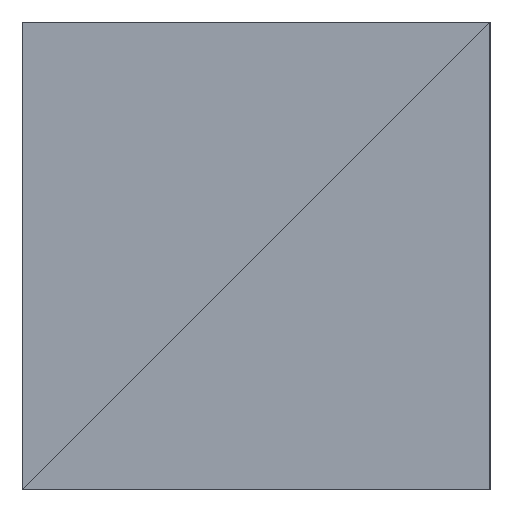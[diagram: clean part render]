
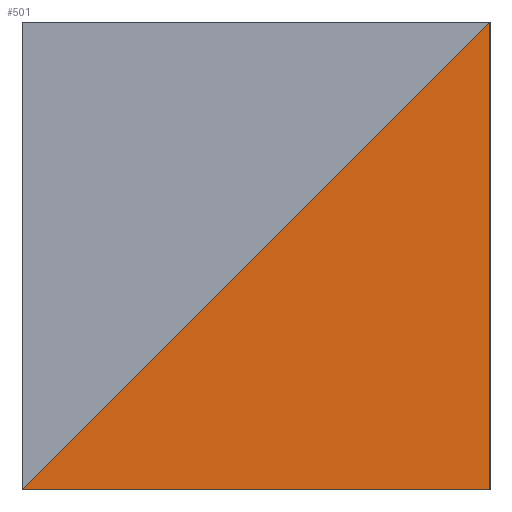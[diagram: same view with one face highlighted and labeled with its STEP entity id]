
A CAD part, left-side view. The second image highlights one B-rep face of the part: STEP entity #501.
In plain terms, the highlighted planar face has unit normal (-1, 0, 0).
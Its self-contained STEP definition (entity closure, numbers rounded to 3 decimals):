
#22 = VERTEX_POINT('',#23);
#23 = CARTESIAN_POINT('',(-500.,-500.,500.));
#152 = PLANE('',#153);
#153 = AXIS2_PLACEMENT_3D('',#154,#155,#156);
#154 = CARTESIAN_POINT('',(-500.,146.447,146.447));
#155 = DIRECTION('',(-1.,0.,0.));
#156 = DIRECTION('',(0.,-1.,0.));
#167 = VERTEX_POINT('',#168);
#168 = CARTESIAN_POINT('',(-500.,500.,-500.));
#276 = VERTEX_POINT('',#277);
#277 = CARTESIAN_POINT('',(-500.,-500.,-500.));
#284 = PLANE('',#285);
#285 = AXIS2_PLACEMENT_3D('',#286,#287,#288);
#286 = CARTESIAN_POINT('',(-146.447,-146.447,-500.));
#287 = DIRECTION('',(0.,0.,-1.));
#288 = DIRECTION('',(-1.,0.,0.));
#296 = PLANE('',#297);
#297 = AXIS2_PLACEMENT_3D('',#298,#299,#300);
#298 = CARTESIAN_POINT('',(-146.447,-500.,-146.447));
#299 = DIRECTION('',(0.,-1.,0.));
#300 = DIRECTION('',(0.,0.,-1.));
#307 = EDGE_CURVE('',#276,#167,#308,.T.);
#308 = SURFACE_CURVE('',#309,(#313,#320),.PCURVE_S1.);
#309 = LINE('',#310,#311);
#310 = CARTESIAN_POINT('',(-500.,-500.,-500.));
#311 = VECTOR('',#312,1.);
#312 = DIRECTION('',(0.,1.,0.));
#313 = PCURVE('',#284,#314);
#314 = DEFINITIONAL_REPRESENTATION('',(#315),#319);
#315 = LINE('',#316,#317);
#316 = CARTESIAN_POINT('',(353.553,-353.553));
#317 = VECTOR('',#318,1.);
#318 = DIRECTION('',(0.,1.));
#319 = ( GEOMETRIC_REPRESENTATION_CONTEXT(2) 
PARAMETRIC_REPRESENTATION_CONTEXT() REPRESENTATION_CONTEXT('2D SPACE',''
  ) );
#320 = PCURVE('',#321,#326);
#321 = PLANE('',#322);
#322 = AXIS2_PLACEMENT_3D('',#323,#324,#325);
#323 = CARTESIAN_POINT('',(-500.,-146.447,-146.447));
#324 = DIRECTION('',(-1.,-0.,-0.));
#325 = DIRECTION('',(0.,0.,-1.));
#326 = DEFINITIONAL_REPRESENTATION('',(#327),#330);
#327 = B_SPLINE_CURVE_WITH_KNOTS('',1,(#328,#329),.UNSPECIFIED.,.F.,.F.,
  (2,2),(0.,1000.),.PIECEWISE_BEZIER_KNOTS.);
#328 = CARTESIAN_POINT('',(353.553,353.553));
#329 = CARTESIAN_POINT('',(353.553,-646.447));
#330 = ( GEOMETRIC_REPRESENTATION_CONTEXT(2) 
PARAMETRIC_REPRESENTATION_CONTEXT() REPRESENTATION_CONTEXT('2D SPACE',''
  ) );
#380 = EDGE_CURVE('',#22,#276,#381,.T.);
#381 = SURFACE_CURVE('',#382,(#386,#393),.PCURVE_S1.);
#382 = LINE('',#383,#384);
#383 = CARTESIAN_POINT('',(-500.,-500.,500.));
#384 = VECTOR('',#385,1.);
#385 = DIRECTION('',(0.,0.,-1.));
#386 = PCURVE('',#296,#387);
#387 = DEFINITIONAL_REPRESENTATION('',(#388),#392);
#388 = LINE('',#389,#390);
#389 = CARTESIAN_POINT('',(-646.447,-353.553));
#390 = VECTOR('',#391,1.);
#391 = DIRECTION('',(1.,0.));
#392 = ( GEOMETRIC_REPRESENTATION_CONTEXT(2) 
PARAMETRIC_REPRESENTATION_CONTEXT() REPRESENTATION_CONTEXT('2D SPACE',''
  ) );
#393 = PCURVE('',#321,#394);
#394 = DEFINITIONAL_REPRESENTATION('',(#395),#398);
#395 = B_SPLINE_CURVE_WITH_KNOTS('',1,(#396,#397),.UNSPECIFIED.,.F.,.F.,
  (2,2),(0.,1000.),.PIECEWISE_BEZIER_KNOTS.);
#396 = CARTESIAN_POINT('',(-646.447,353.553));
#397 = CARTESIAN_POINT('',(353.553,353.553));
#398 = ( GEOMETRIC_REPRESENTATION_CONTEXT(2) 
PARAMETRIC_REPRESENTATION_CONTEXT() REPRESENTATION_CONTEXT('2D SPACE',''
  ) );
#482 = EDGE_CURVE('',#167,#22,#483,.T.);
#483 = SURFACE_CURVE('',#484,(#488,#495),.PCURVE_S1.);
#484 = LINE('',#485,#486);
#485 = CARTESIAN_POINT('',(-500.,500.,-500.));
#486 = VECTOR('',#487,1.);
#487 = DIRECTION('',(0.,-0.707,0.707));
#488 = PCURVE('',#152,#489);
#489 = DEFINITIONAL_REPRESENTATION('',(#490),#494);
#490 = LINE('',#491,#492);
#491 = CARTESIAN_POINT('',(-353.553,-646.447));
#492 = VECTOR('',#493,1.);
#493 = DIRECTION('',(0.707,0.707));
#494 = ( GEOMETRIC_REPRESENTATION_CONTEXT(2) 
PARAMETRIC_REPRESENTATION_CONTEXT() REPRESENTATION_CONTEXT('2D SPACE',''
  ) );
#495 = PCURVE('',#321,#496);
#496 = DEFINITIONAL_REPRESENTATION('',(#497),#500);
#497 = B_SPLINE_CURVE_WITH_KNOTS('',1,(#498,#499),.UNSPECIFIED.,.F.,.F.,
  (2,2),(0.,1414.214),.PIECEWISE_BEZIER_KNOTS.);
#498 = CARTESIAN_POINT('',(353.553,-646.447));
#499 = CARTESIAN_POINT('',(-646.447,353.553));
#500 = ( GEOMETRIC_REPRESENTATION_CONTEXT(2) 
PARAMETRIC_REPRESENTATION_CONTEXT() REPRESENTATION_CONTEXT('2D SPACE',''
  ) );
#501 = ADVANCED_FACE('',(#502),#321,.T.);
#502 = FACE_BOUND('',#503,.T.);
#503 = EDGE_LOOP('',(#504,#505,#506));
#504 = ORIENTED_EDGE('',*,*,#482,.F.);
#505 = ORIENTED_EDGE('',*,*,#307,.F.);
#506 = ORIENTED_EDGE('',*,*,#380,.F.);
